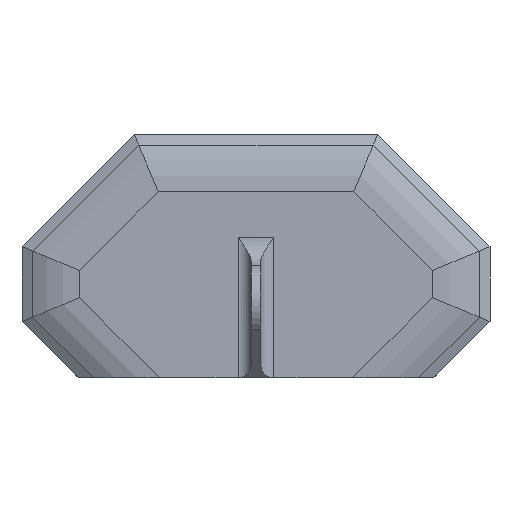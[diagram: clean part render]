
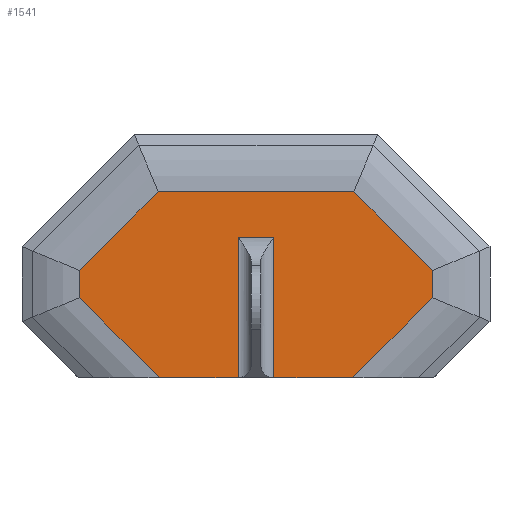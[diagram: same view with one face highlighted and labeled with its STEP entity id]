
A CAD part, front view. The second image highlights one B-rep face of the part: STEP entity #1541.
In plain terms, the highlighted planar face has unit normal (0, -1, 0).
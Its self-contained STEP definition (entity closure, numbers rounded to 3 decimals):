
#63=PLANE('',#1654);
#115=FACE_OUTER_BOUND('',#207,.T.);
#207=EDGE_LOOP('',(#1060,#1061,#1062,#1063,#1064,#1065,#1066,#1067,#1068,
#1069,#1070,#1071));
#378=LINE('',#2236,#510);
#385=LINE('',#2270,#517);
#386=LINE('',#2274,#518);
#387=LINE('',#2275,#519);
#388=LINE('',#2276,#520);
#389=LINE('',#2278,#521);
#390=LINE('',#2280,#522);
#391=LINE('',#2282,#523);
#392=LINE('',#2284,#524);
#393=LINE('',#2286,#525);
#394=LINE('',#2288,#526);
#395=LINE('',#2289,#527);
#510=VECTOR('',#1796,10.);
#517=VECTOR('',#1823,10.);
#518=VECTOR('',#1826,10.);
#519=VECTOR('',#1827,10.);
#520=VECTOR('',#1828,10.);
#521=VECTOR('',#1829,10.);
#522=VECTOR('',#1830,10.);
#523=VECTOR('',#1831,10.);
#524=VECTOR('',#1832,10.);
#525=VECTOR('',#1833,10.);
#526=VECTOR('',#1834,10.);
#527=VECTOR('',#1835,10.);
#644=VERTEX_POINT('',#2224);
#645=VERTEX_POINT('',#2235);
#650=VERTEX_POINT('',#2258);
#651=VERTEX_POINT('',#2260);
#653=VERTEX_POINT('',#2272);
#654=VERTEX_POINT('',#2273);
#655=VERTEX_POINT('',#2277);
#656=VERTEX_POINT('',#2279);
#657=VERTEX_POINT('',#2281);
#658=VERTEX_POINT('',#2283);
#659=VERTEX_POINT('',#2285);
#660=VERTEX_POINT('',#2287);
#796=EDGE_CURVE('',#644,#645,#378,.T.);
#809=EDGE_CURVE('',#651,#644,#385,.T.);
#810=EDGE_CURVE('',#653,#654,#386,.T.);
#811=EDGE_CURVE('',#650,#653,#387,.T.);
#812=EDGE_CURVE('',#645,#650,#388,.T.);
#813=EDGE_CURVE('',#655,#651,#389,.T.);
#814=EDGE_CURVE('',#656,#655,#390,.T.);
#815=EDGE_CURVE('',#657,#656,#391,.T.);
#816=EDGE_CURVE('',#658,#657,#392,.T.);
#817=EDGE_CURVE('',#659,#658,#393,.T.);
#818=EDGE_CURVE('',#660,#659,#394,.T.);
#819=EDGE_CURVE('',#654,#660,#395,.T.);
#1060=ORIENTED_EDGE('',*,*,#810,.F.);
#1061=ORIENTED_EDGE('',*,*,#811,.F.);
#1062=ORIENTED_EDGE('',*,*,#812,.F.);
#1063=ORIENTED_EDGE('',*,*,#796,.F.);
#1064=ORIENTED_EDGE('',*,*,#809,.F.);
#1065=ORIENTED_EDGE('',*,*,#813,.F.);
#1066=ORIENTED_EDGE('',*,*,#814,.F.);
#1067=ORIENTED_EDGE('',*,*,#815,.F.);
#1068=ORIENTED_EDGE('',*,*,#816,.F.);
#1069=ORIENTED_EDGE('',*,*,#817,.F.);
#1070=ORIENTED_EDGE('',*,*,#818,.F.);
#1071=ORIENTED_EDGE('',*,*,#819,.F.);
#1541=ADVANCED_FACE('',(#115),#63,.F.);
#1654=AXIS2_PLACEMENT_3D('',#2271,#1824,#1825);
#1796=DIRECTION('',(-1.,0.,0.));
#1823=DIRECTION('',(0.,0.,1.));
#1824=DIRECTION('center_axis',(0.,1.,0.));
#1825=DIRECTION('ref_axis',(0.,0.,-1.));
#1826=DIRECTION('',(-0.707,0.,0.707));
#1827=DIRECTION('',(-1.,0.,0.));
#1828=DIRECTION('',(0.,0.,-1.));
#1829=DIRECTION('',(-1.,0.,0.));
#1830=DIRECTION('',(-0.707,0.,-0.707));
#1831=DIRECTION('',(0.,0.,-1.));
#1832=DIRECTION('',(0.707,0.,-0.707));
#1833=DIRECTION('',(1.,0.,0.));
#1834=DIRECTION('',(0.707,0.,0.707));
#1835=DIRECTION('',(0.,0.,1.));
#2224=CARTESIAN_POINT('',(26.9,0.,29.));
#2235=CARTESIAN_POINT('',(23.1,0.,29.));
#2236=CARTESIAN_POINT('',(25.,0.,29.));
#2258=CARTESIAN_POINT('',(23.1,0.,14.));
#2260=CARTESIAN_POINT('',(26.9,0.,14.));
#2270=CARTESIAN_POINT('',(26.9,0.,20.));
#2271=CARTESIAN_POINT('Origin',(25.,0.,20.));
#2272=CARTESIAN_POINT('',(14.688,0.,14.));
#2273=CARTESIAN_POINT('',(6.144,0.,22.545));
#2274=CARTESIAN_POINT('',(14.469,0.,14.219));
#2275=CARTESIAN_POINT('',(25.,0.,14.));
#2276=CARTESIAN_POINT('',(23.1,0.,20.));
#2277=CARTESIAN_POINT('',(35.312,0.,14.));
#2278=CARTESIAN_POINT('',(25.,0.,14.));
#2279=CARTESIAN_POINT('',(43.856,0.,22.545));
#2280=CARTESIAN_POINT('',(35.531,0.,14.219));
#2281=CARTESIAN_POINT('',(43.856,0.,25.455));
#2282=CARTESIAN_POINT('',(43.856,0.,20.));
#2283=CARTESIAN_POINT('',(35.455,0.,33.856));
#2284=CARTESIAN_POINT('',(37.781,0.,31.531));
#2285=CARTESIAN_POINT('',(14.545,0.,33.856));
#2286=CARTESIAN_POINT('',(25.,0.,33.856));
#2287=CARTESIAN_POINT('',(6.144,0.,25.455));
#2288=CARTESIAN_POINT('',(12.219,0.,31.531));
#2289=CARTESIAN_POINT('',(6.144,0.,20.));
